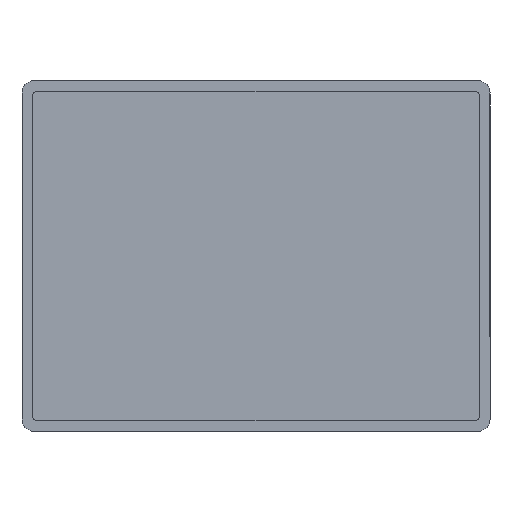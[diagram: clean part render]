
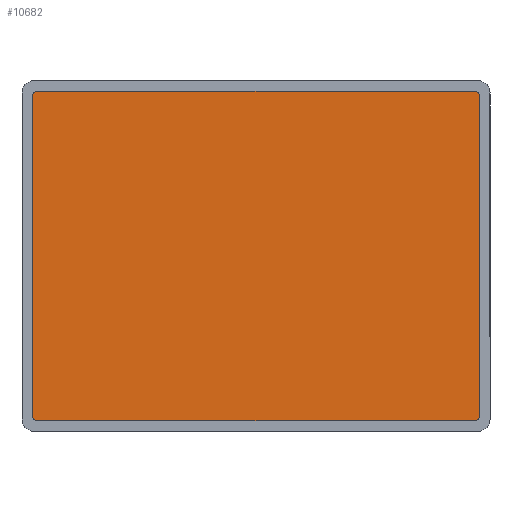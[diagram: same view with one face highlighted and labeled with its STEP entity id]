
A CAD part, front view. The second image highlights one B-rep face of the part: STEP entity #10682.
In plain terms, the highlighted planar face has unit normal (0, -1, 0).
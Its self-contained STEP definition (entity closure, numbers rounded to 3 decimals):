
#528 = ORIENTED_EDGE ( 'NONE', *, *, #13571, .F. ) ;
#820 = DIRECTION ( 'NONE',  ( 0., 1., 0. ) ) ;
#1269 = VECTOR ( 'NONE', #3056, 1000. ) ;
#1350 = EDGE_CURVE ( 'NONE', #18414, #20584, #7259, .T. ) ;
#1643 = EDGE_LOOP ( 'NONE', ( #21454, #5642, #13666, #20682, #9896, #528, #4321, #24250 ) ) ;
#2285 = EDGE_CURVE ( 'NONE', #15772, #19351, #21056, .T. ) ;
#2969 = AXIS2_PLACEMENT_3D ( 'NONE', #16201, #4112, #15954 ) ;
#3056 = DIRECTION ( 'NONE',  ( 0., 0., -1. ) ) ;
#4112 = DIRECTION ( 'NONE',  ( 0., 1., 0. ) ) ;
#4321 = ORIENTED_EDGE ( 'NONE', *, *, #11910, .F. ) ;
#5642 = ORIENTED_EDGE ( 'NONE', *, *, #9891, .F. ) ;
#6205 = CIRCLE ( 'NONE', #25186, 9. ) ;
#6282 = DIRECTION ( 'NONE',  ( 0., 1., 0. ) ) ;
#6844 = DIRECTION ( 'NONE',  ( 1., 0., 0. ) ) ;
#6864 = CARTESIAN_POINT ( 'NONE',  ( 373., 0., -273. ) ) ;
#7148 = DIRECTION ( 'NONE',  ( 0., 0., 1. ) ) ;
#7198 = EDGE_CURVE ( 'NONE', #19351, #21549, #17282, .T. ) ;
#7259 = LINE ( 'NONE', #20962, #1269 ) ;
#7541 = CIRCLE ( 'NONE', #17195, 9. ) ;
#7895 = CARTESIAN_POINT ( 'NONE',  ( -373., 0., -282. ) ) ;
#9076 = CARTESIAN_POINT ( 'NONE',  ( 382., 0., 273. ) ) ;
#9154 = AXIS2_PLACEMENT_3D ( 'NONE', #6864, #20815, #18584 ) ;
#9616 = CARTESIAN_POINT ( 'NONE',  ( -382., 0., 273. ) ) ;
#9891 = EDGE_CURVE ( 'NONE', #21134, #15772, #20089, .T. ) ;
#9896 = ORIENTED_EDGE ( 'NONE', *, *, #20465, .F. ) ;
#10682 = ADVANCED_FACE ( 'NONE', ( #13443 ), #21749, .F. ) ;
#10848 = EDGE_CURVE ( 'NONE', #20584, #21134, #12927, .T. ) ;
#11248 = AXIS2_PLACEMENT_3D ( 'NONE', #11715, #19773, #7148 ) ;
#11715 = CARTESIAN_POINT ( 'NONE',  ( -373., 0., -273. ) ) ;
#11910 = EDGE_CURVE ( 'NONE', #21549, #21356, #7541, .T. ) ;
#12927 = CIRCLE ( 'NONE', #9154, 9. ) ;
#13443 = FACE_OUTER_BOUND ( 'NONE', #1643, .T. ) ;
#13571 = EDGE_CURVE ( 'NONE', #21356, #19278, #16846, .T. ) ;
#13666 = ORIENTED_EDGE ( 'NONE', *, *, #10848, .F. ) ;
#14561 = CARTESIAN_POINT ( 'NONE',  ( -382., 0., -273. ) ) ;
#15045 = CARTESIAN_POINT ( 'NONE',  ( 373., 0., -282. ) ) ;
#15772 = VERTEX_POINT ( 'NONE', #7895 ) ;
#15954 = DIRECTION ( 'NONE',  ( 0., 0., 1. ) ) ;
#16201 = CARTESIAN_POINT ( 'NONE',  ( -373., 0., -273. ) ) ;
#16397 = CARTESIAN_POINT ( 'NONE',  ( -373., 0., -282. ) ) ;
#16506 = VECTOR ( 'NONE', #22350, 1000. ) ;
#16846 = LINE ( 'NONE', #24920, #18106 ) ;
#17013 = DIRECTION ( 'NONE',  ( 0., 0., 1. ) ) ;
#17195 = AXIS2_PLACEMENT_3D ( 'NONE', #23077, #820, #19233 ) ;
#17282 = LINE ( 'NONE', #22851, #17712 ) ;
#17712 = VECTOR ( 'NONE', #17013, 1000. ) ;
#18106 = VECTOR ( 'NONE', #6844, 1000. ) ;
#18414 = VERTEX_POINT ( 'NONE', #9076 ) ;
#18584 = DIRECTION ( 'NONE',  ( 0., 0., 1. ) ) ;
#19233 = DIRECTION ( 'NONE',  ( 0., 0., 1. ) ) ;
#19278 = VERTEX_POINT ( 'NONE', #23820 ) ;
#19351 = VERTEX_POINT ( 'NONE', #14561 ) ;
#19773 = DIRECTION ( 'NONE',  ( 0., 1., 0. ) ) ;
#20089 = LINE ( 'NONE', #16397, #16506 ) ;
#20386 = CARTESIAN_POINT ( 'NONE',  ( 382., 0., -273. ) ) ;
#20465 = EDGE_CURVE ( 'NONE', #19278, #18414, #6205, .T. ) ;
#20584 = VERTEX_POINT ( 'NONE', #20386 ) ;
#20682 = ORIENTED_EDGE ( 'NONE', *, *, #1350, .F. ) ;
#20815 = DIRECTION ( 'NONE',  ( 0., 1., 0. ) ) ;
#20962 = CARTESIAN_POINT ( 'NONE',  ( 382., 0., 273. ) ) ;
#21056 = CIRCLE ( 'NONE', #2969, 9. ) ;
#21134 = VERTEX_POINT ( 'NONE', #15045 ) ;
#21356 = VERTEX_POINT ( 'NONE', #22557 ) ;
#21454 = ORIENTED_EDGE ( 'NONE', *, *, #2285, .F. ) ;
#21549 = VERTEX_POINT ( 'NONE', #9616 ) ;
#21749 = PLANE ( 'NONE',  #11248 ) ;
#22350 = DIRECTION ( 'NONE',  ( -1., 0., 0. ) ) ;
#22494 = DIRECTION ( 'NONE',  ( 0., 0., 1. ) ) ;
#22557 = CARTESIAN_POINT ( 'NONE',  ( -373., 0., 282. ) ) ;
#22851 = CARTESIAN_POINT ( 'NONE',  ( -382., 0., 273. ) ) ;
#23077 = CARTESIAN_POINT ( 'NONE',  ( -373., 0., 273. ) ) ;
#23820 = CARTESIAN_POINT ( 'NONE',  ( 373., 0., 282. ) ) ;
#24250 = ORIENTED_EDGE ( 'NONE', *, *, #7198, .F. ) ;
#24621 = CARTESIAN_POINT ( 'NONE',  ( 373., 0., 273. ) ) ;
#24920 = CARTESIAN_POINT ( 'NONE',  ( -373., 0., 282. ) ) ;
#25186 = AXIS2_PLACEMENT_3D ( 'NONE', #24621, #6282, #22494 ) ;
